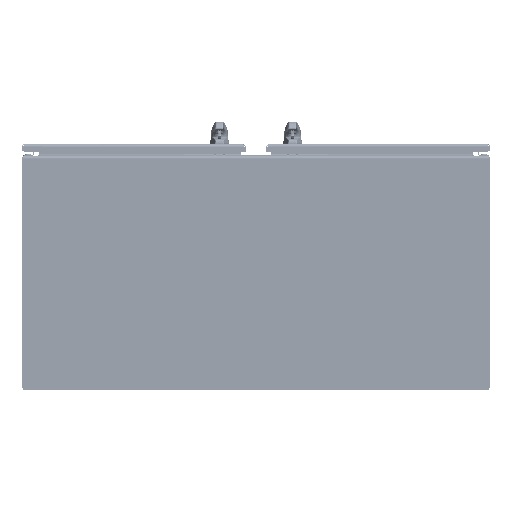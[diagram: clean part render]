
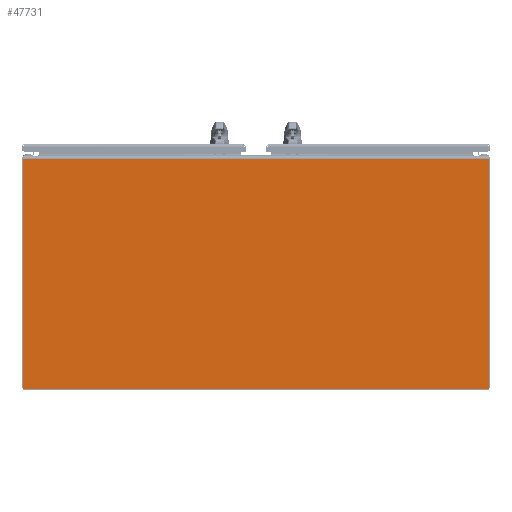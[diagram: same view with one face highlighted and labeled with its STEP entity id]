
A CAD part, front view. The second image highlights one B-rep face of the part: STEP entity #47731.
In plain terms, the highlighted face is planar.
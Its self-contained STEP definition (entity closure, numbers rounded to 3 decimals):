
#3111=PLANE('',#51891);
#4301=FACE_OUTER_BOUND('',#7294,.T.);
#7294=EDGE_LOOP('',(#32313,#32314,#32315,#32316));
#10610=LINE('',#72336,#14037);
#10616=LINE('',#72354,#14043);
#10619=LINE('',#72360,#14046);
#10620=LINE('',#72361,#14047);
#14037=VECTOR('',#58080,0.394);
#14043=VECTOR('',#58104,0.394);
#14046=VECTOR('',#58109,0.394);
#14047=VECTOR('',#58110,0.394);
#19951=VERTEX_POINT('',#72333);
#19952=VERTEX_POINT('',#72335);
#19955=VERTEX_POINT('',#72353);
#19957=VERTEX_POINT('',#72359);
#24572=EDGE_CURVE('',#19952,#19951,#10610,.T.);
#24581=EDGE_CURVE('',#19952,#19955,#10616,.T.);
#24584=EDGE_CURVE('',#19957,#19951,#10619,.T.);
#24585=EDGE_CURVE('',#19955,#19957,#10620,.T.);
#32313=ORIENTED_EDGE('',*,*,#24572,.T.);
#32314=ORIENTED_EDGE('',*,*,#24584,.F.);
#32315=ORIENTED_EDGE('',*,*,#24585,.F.);
#32316=ORIENTED_EDGE('',*,*,#24581,.F.);
#47731=ADVANCED_FACE('',(#4301),#3111,.T.);
#51891=AXIS2_PLACEMENT_3D('',#72358,#58107,#58108);
#58080=DIRECTION('',(0.,1.,0.));
#58104=DIRECTION('',(-1.,0.,0.));
#58107=DIRECTION('center_axis',(0.,0.,1.));
#58108=DIRECTION('ref_axis',(1.,0.,0.));
#58109=DIRECTION('',(1.,0.,0.));
#58110=DIRECTION('',(0.,1.,0.));
#72333=CARTESIAN_POINT('',(11.709,23.959,0.104));
#72335=CARTESIAN_POINT('',(11.709,-23.959,0.104));
#72336=CARTESIAN_POINT('',(11.709,-11.979,0.104));
#72353=CARTESIAN_POINT('',(-11.959,-23.959,0.104));
#72354=CARTESIAN_POINT('',(11.959,-23.959,0.104));
#72358=CARTESIAN_POINT('Origin',(0.,0.,0.104));
#72359=CARTESIAN_POINT('',(-11.959,23.959,0.104));
#72360=CARTESIAN_POINT('',(-11.959,23.959,0.104));
#72361=CARTESIAN_POINT('',(-11.959,-23.959,0.104));
